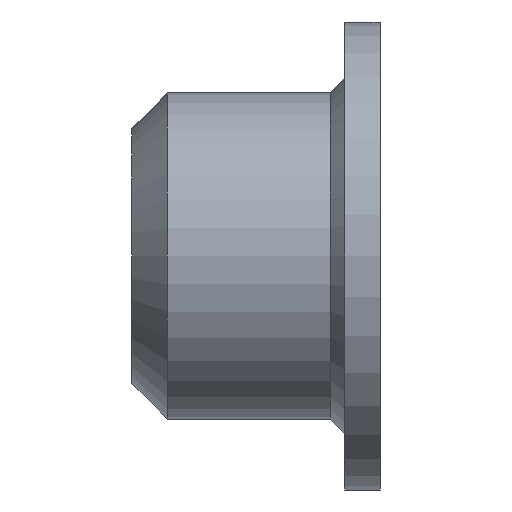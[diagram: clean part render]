
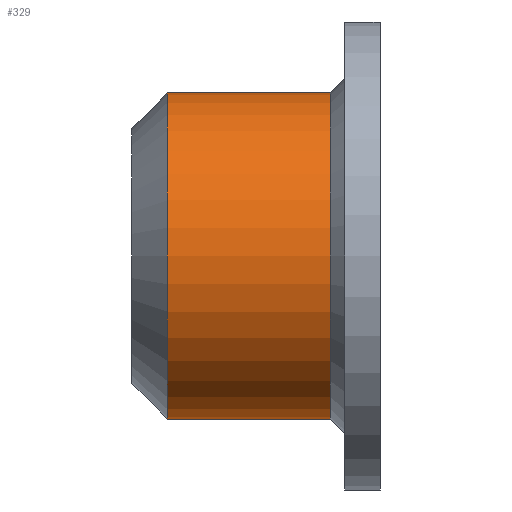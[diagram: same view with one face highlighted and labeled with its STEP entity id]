
A CAD part, left-side view. The second image highlights one B-rep face of the part: STEP entity #329.
In plain terms, the highlighted cylindrical face has radius 2.3 mm (diameter 4.6 mm), a partial arc.
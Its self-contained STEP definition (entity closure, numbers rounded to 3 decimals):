
#107 = CIRCLE ( 'NONE', #717, 2.3 ) ;
#195 = CARTESIAN_POINT ( 'NONE',  ( -12.3, 2.5, 2.3 ) ) ;
#199 = DIRECTION ( 'NONE',  ( 0., -1., 0. ) ) ;
#267 = DIRECTION ( 'NONE',  ( 0., 0., 1. ) ) ;
#270 = DIRECTION ( 'NONE',  ( 0., -1., 0. ) ) ;
#277 = DIRECTION ( 'NONE',  ( 0., 0., -1. ) ) ;
#303 = LINE ( 'NONE', #822, #907 ) ;
#326 = CARTESIAN_POINT ( 'NONE',  ( -12.3, 0.2, -2.3 ) ) ;
#329 = ADVANCED_FACE ( 'NONE', ( #912 ), #1514, .T. ) ;
#357 = CARTESIAN_POINT ( 'NONE',  ( -12.3, 0.2, 2.3 ) ) ;
#367 = CARTESIAN_POINT ( 'NONE',  ( -12.3, 3., 0. ) ) ;
#452 = CIRCLE ( 'NONE', #1385, 2.3 ) ;
#470 = EDGE_LOOP ( 'NONE', ( #1333, #1404, #570, #1516 ) ) ;
#522 = EDGE_CURVE ( 'NONE', #981, #693, #452, .T. ) ;
#570 = ORIENTED_EDGE ( 'NONE', *, *, #632, .F. ) ;
#579 = LINE ( 'NONE', #1088, #849 ) ;
#603 = VERTEX_POINT ( 'NONE', #195 ) ;
#632 = EDGE_CURVE ( 'NONE', #603, #693, #579, .T. ) ;
#693 = VERTEX_POINT ( 'NONE', #357 ) ;
#702 = DIRECTION ( 'NONE',  ( 0., 1., 0. ) ) ;
#709 = CARTESIAN_POINT ( 'NONE',  ( -12.3, 0.2, 0. ) ) ;
#717 = AXIS2_PLACEMENT_3D ( 'NONE', #1638, #900, #267 ) ;
#732 = EDGE_CURVE ( 'NONE', #603, #966, #107, .T. ) ;
#822 = CARTESIAN_POINT ( 'NONE',  ( -12.3, 3., -2.3 ) ) ;
#840 = DIRECTION ( 'NONE',  ( 0., 0., 1. ) ) ;
#849 = VECTOR ( 'NONE', #960, 1000. ) ;
#900 = DIRECTION ( 'NONE',  ( 0., -1., 0. ) ) ;
#907 = VECTOR ( 'NONE', #199, 1000. ) ;
#910 = EDGE_CURVE ( 'NONE', #966, #981, #303, .T. ) ;
#912 = FACE_OUTER_BOUND ( 'NONE', #470, .T. ) ;
#960 = DIRECTION ( 'NONE',  ( 0., -1., 0. ) ) ;
#966 = VERTEX_POINT ( 'NONE', #1606 ) ;
#981 = VERTEX_POINT ( 'NONE', #326 ) ;
#1088 = CARTESIAN_POINT ( 'NONE',  ( -12.3, 3., 2.3 ) ) ;
#1198 = AXIS2_PLACEMENT_3D ( 'NONE', #367, #270, #277 ) ;
#1333 = ORIENTED_EDGE ( 'NONE', *, *, #910, .T. ) ;
#1385 = AXIS2_PLACEMENT_3D ( 'NONE', #709, #702, #840 ) ;
#1404 = ORIENTED_EDGE ( 'NONE', *, *, #522, .T. ) ;
#1514 = CYLINDRICAL_SURFACE ( 'NONE', #1198, 2.3 ) ;
#1516 = ORIENTED_EDGE ( 'NONE', *, *, #732, .T. ) ;
#1606 = CARTESIAN_POINT ( 'NONE',  ( -12.3, 2.5, -2.3 ) ) ;
#1638 = CARTESIAN_POINT ( 'NONE',  ( -12.3, 2.5, 0. ) ) ;
